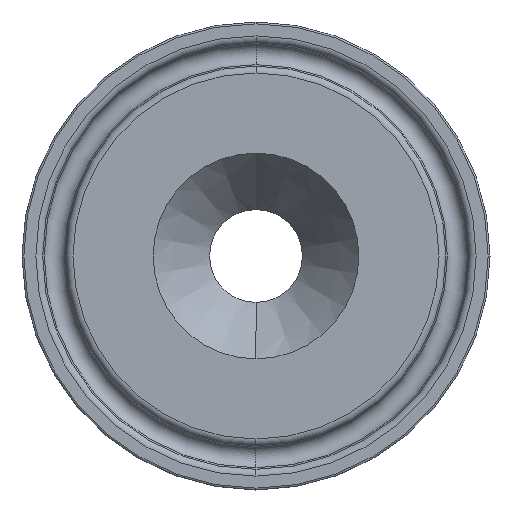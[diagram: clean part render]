
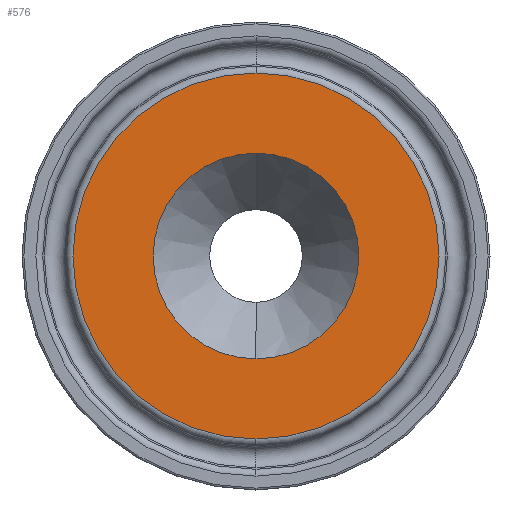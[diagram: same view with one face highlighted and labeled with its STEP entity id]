
A CAD part, left-side view. The second image highlights one B-rep face of the part: STEP entity #576.
In plain terms, the highlighted planar face has unit normal (-1, 0, 0).
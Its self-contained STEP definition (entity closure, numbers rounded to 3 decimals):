
#37 = VERTEX_POINT ( 'NONE', #598 ) ;
#60 = VERTEX_POINT ( 'NONE', #152 ) ;
#111 = ORIENTED_EDGE ( 'NONE', *, *, #441, .T. ) ;
#123 = AXIS2_PLACEMENT_3D ( 'NONE', #716, #340, #1077 ) ;
#128 = DIRECTION ( 'NONE',  ( 1., 0., 0. ) ) ;
#152 = CARTESIAN_POINT ( 'NONE',  ( 0., 0., 11.1 ) ) ;
#173 = CARTESIAN_POINT ( 'NONE',  ( 0., 0., -19.747 ) ) ;
#188 = DIRECTION ( 'NONE',  ( -1., 0., 0. ) ) ;
#208 = CARTESIAN_POINT ( 'NONE',  ( 0., 25.05, 0. ) ) ;
#229 = EDGE_LOOP ( 'NONE', ( #736, #302 ) ) ;
#249 = DIRECTION ( 'NONE',  ( 0., 0., 1. ) ) ;
#266 = AXIS2_PLACEMENT_3D ( 'NONE', #1054, #697, #249 ) ;
#302 = ORIENTED_EDGE ( 'NONE', *, *, #975, .F. ) ;
#315 = PLANE ( 'NONE',  #830 ) ;
#329 = VERTEX_POINT ( 'NONE', #173 ) ;
#337 = CIRCLE ( 'NONE', #123, 11.1 ) ;
#340 = DIRECTION ( 'NONE',  ( -1., 0., 0. ) ) ;
#441 = EDGE_CURVE ( 'NONE', #881, #329, #1114, .T. ) ;
#449 = CARTESIAN_POINT ( 'NONE',  ( 0., 0., 19.747 ) ) ;
#461 = ORIENTED_EDGE ( 'NONE', *, *, #1177, .T. ) ;
#471 = CARTESIAN_POINT ( 'NONE',  ( 0., 0., 0. ) ) ;
#485 = EDGE_CURVE ( 'NONE', #60, #37, #1174, .T. ) ;
#576 = ADVANCED_FACE ( 'NONE', ( #674, #1023 ), #315, .F. ) ;
#598 = CARTESIAN_POINT ( 'NONE',  ( 0., 0., -11.1 ) ) ;
#674 = FACE_BOUND ( 'NONE', #229, .T. ) ;
#697 = DIRECTION ( 'NONE',  ( -1., 0., 0. ) ) ;
#716 = CARTESIAN_POINT ( 'NONE',  ( 0., 0., 0. ) ) ;
#727 = DIRECTION ( 'NONE',  ( 0., 0., 1. ) ) ;
#736 = ORIENTED_EDGE ( 'NONE', *, *, #485, .F. ) ;
#830 = AXIS2_PLACEMENT_3D ( 'NONE', #208, #128, #1039 ) ;
#865 = AXIS2_PLACEMENT_3D ( 'NONE', #471, #188, #727 ) ;
#881 = VERTEX_POINT ( 'NONE', #449 ) ;
#885 = CIRCLE ( 'NONE', #266, 19.747 ) ;
#897 = EDGE_LOOP ( 'NONE', ( #111, #461 ) ) ;
#923 = AXIS2_PLACEMENT_3D ( 'NONE', #1096, #1102, #1178 ) ;
#975 = EDGE_CURVE ( 'NONE', #37, #60, #337, .T. ) ;
#1023 = FACE_OUTER_BOUND ( 'NONE', #897, .T. ) ;
#1039 = DIRECTION ( 'NONE',  ( 0., 0., -1. ) ) ;
#1054 = CARTESIAN_POINT ( 'NONE',  ( 0., 0., 0. ) ) ;
#1077 = DIRECTION ( 'NONE',  ( 0., 0., 1. ) ) ;
#1096 = CARTESIAN_POINT ( 'NONE',  ( 0., 0., 0. ) ) ;
#1102 = DIRECTION ( 'NONE',  ( -1., 0., 0. ) ) ;
#1114 = CIRCLE ( 'NONE', #865, 19.747 ) ;
#1174 = CIRCLE ( 'NONE', #923, 11.1 ) ;
#1177 = EDGE_CURVE ( 'NONE', #329, #881, #885, .T. ) ;
#1178 = DIRECTION ( 'NONE',  ( 0., 0., 1. ) ) ;
